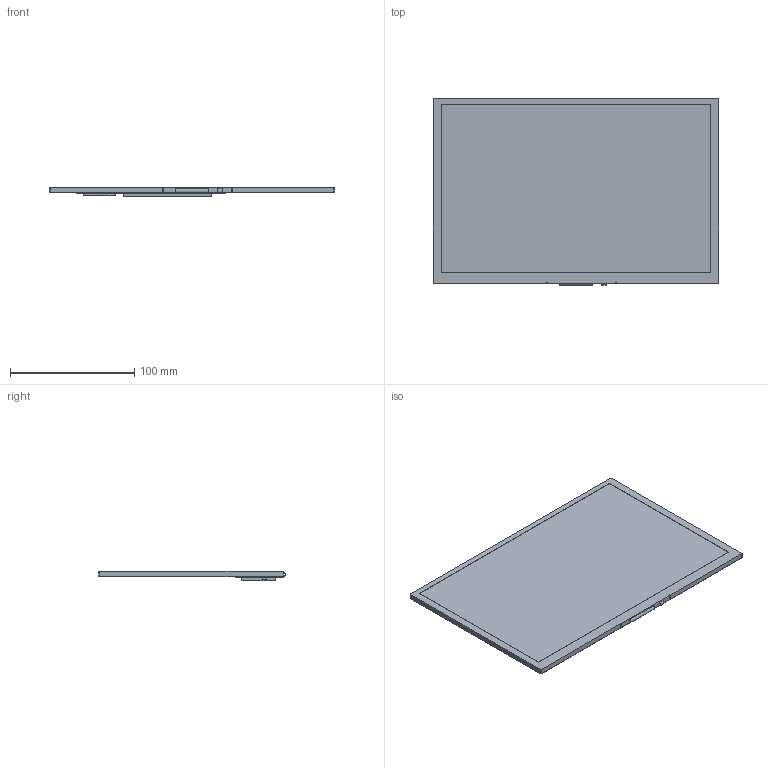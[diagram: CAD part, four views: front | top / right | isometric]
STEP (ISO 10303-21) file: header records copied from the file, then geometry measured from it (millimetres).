
FILE_DESCRIPTION(/* description */ (''),/* implementation_level */ '2;1');
FILE_NAME(/* name */ 'RVT101HVLNWN00_Rev.1.0.stp',/* time_stamp */ '2020-11-13T14:29:09+01:00',/* author */ ('Mateusz Natywa'),/* organization */ (''),/* preprocessor_version */ 'ST-DEVELOPER v17',/* originating_system */ 'Autodesk Inventor 2019',/* authorisation */ '');
FILE_SCHEMA (('AUTOMOTIVE_DESIGN { 1 0 10303 214 3 1 1 }'));
Length unit declared in the file: millimetre
Products named in the file (3): RVT101HVLNWC00_Rev.1.0; DISP; FPC
Assembly tree (2 placements, depth 2):
  RVT101HVLNWC00_Rev.1.0
    DISP
    FPC
Bounding box: 229.46 x 150.2 x 7.5 mm (x, y, z)
Volume: 151811.3 mm3; surface area: 81880.9 mm2
Topology: 3 solids, 3 shells, 244 faces, 693 edges, 458 vertices
Faces by surface type: plane 215, cylinder 25, sphere 4
Entity records: 8108 total; most frequent: CARTESIAN_POINT 1400, ORIENTED_EDGE 1386, DIRECTION 1245, EDGE_CURVE 693, LINE 639, VECTOR 639, VERTEX_POINT 458, AXIS2_PLACEMENT_3D 303
